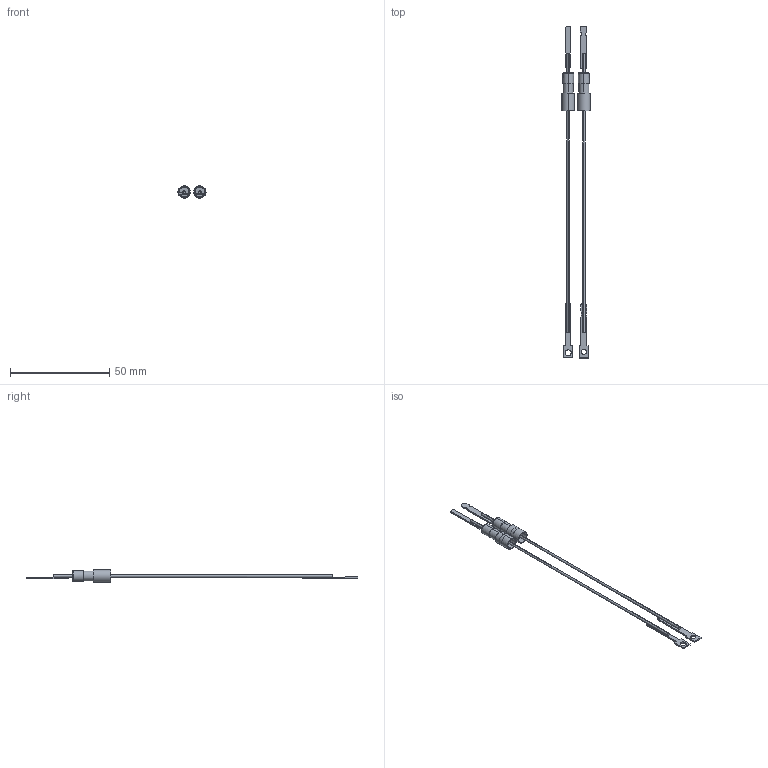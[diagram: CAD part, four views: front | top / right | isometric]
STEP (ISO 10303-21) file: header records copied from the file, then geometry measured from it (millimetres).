
FILE_DESCRIPTION (( 'STEP AP203' ), '1' );
FILE_NAME ('A0636-2-W.STEP', '2013-05-07T11:42:30', ( '' ), ( '' ), 'SwSTEP 2.0', 'SolidWorks 2012', '' );
FILE_SCHEMA (( 'CONFIG_CONTROL_DESIGN' ));
Length unit declared in the file: inch
Products named in the file (1): A0636-2-W
Bounding box: 14.2 x 167.64 x 6.27 mm (x, y, z)
Volume: 1197 mm3; surface area: 2795 mm2
Topology: 2 solids, 2 shells, 128 faces, 316 edges, 204 vertices
Faces by surface type: cylinder 55, plane 53, cone 16, bspline 4
Entity records: 3950 total; most frequent: CARTESIAN_POINT 727, DIRECTION 699, ORIENTED_EDGE 632, EDGE_CURVE 316, AXIS2_PLACEMENT_3D 264, VERTEX_POINT 204, LINE 171, VECTOR 171
